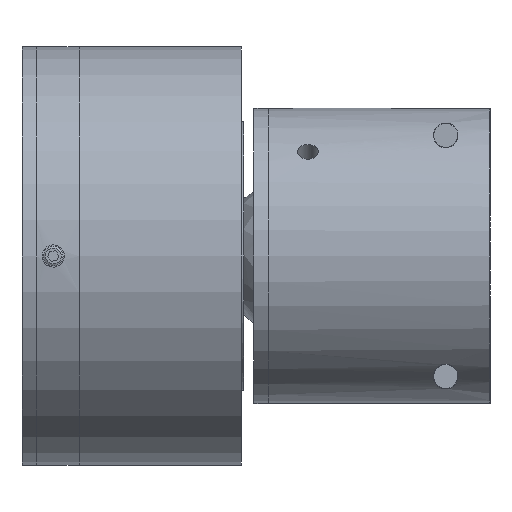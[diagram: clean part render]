
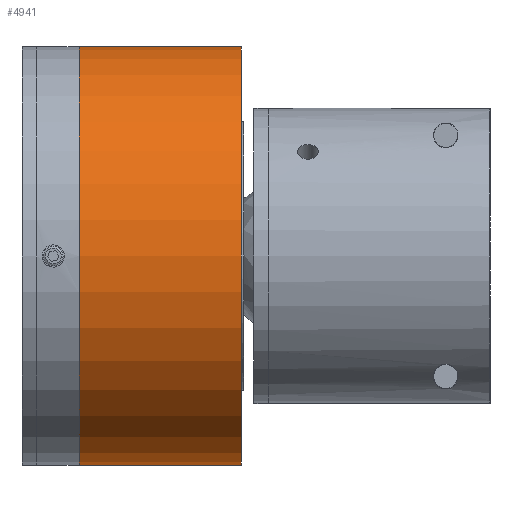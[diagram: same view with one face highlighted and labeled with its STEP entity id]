
A CAD part, front view. The second image highlights one B-rep face of the part: STEP entity #4941.
In plain terms, the highlighted cylindrical face has radius 42.5 mm (diameter 85 mm), a full revolution.
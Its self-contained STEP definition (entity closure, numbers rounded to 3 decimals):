
#72 = CYLINDRICAL_SURFACE ( 'NONE', #34220, 42.5 ) ;
#720 = AXIS2_PLACEMENT_3D ( 'NONE', #36954, #3061, #29206 ) ;
#1848 = VERTEX_POINT ( 'NONE', #6068 ) ;
#1852 = EDGE_LOOP ( 'NONE', ( #31937 ) ) ;
#2487 = CIRCLE ( 'NONE', #720, 42.5 ) ;
#2858 = FACE_OUTER_BOUND ( 'NONE', #1852, .T. ) ;
#3061 = DIRECTION ( 'NONE',  ( -1., 0., 0. ) ) ;
#3162 = ORIENTED_EDGE ( 'NONE', *, *, #6902, .F. ) ;
#3275 = DIRECTION ( 'NONE',  ( 0., 0., 1. ) ) ;
#3369 = EDGE_CURVE ( 'NONE', #36627, #20706, #19097, .T. ) ;
#3384 = VERTEX_POINT ( 'NONE', #35583 ) ;
#4941 = ADVANCED_FACE ( 'NONE', ( #28622, #11327, #2858 ), #72, .T. ) ;
#5384 = LINE ( 'NONE', #22354, #5536 ) ;
#5536 = VECTOR ( 'NONE', #16843, 1000. ) ;
#6068 = CARTESIAN_POINT ( 'NONE',  ( 32.5, 41.5, -9.165 ) ) ;
#6902 = EDGE_CURVE ( 'NONE', #14130, #14130, #2487, .T. ) ;
#7029 = CARTESIAN_POINT ( 'NONE',  ( 41.5, 0., 0. ) ) ;
#7592 = AXIS2_PLACEMENT_3D ( 'NONE', #26574, #23581, #9256 ) ;
#9256 = DIRECTION ( 'NONE',  ( 0., 0., -1. ) ) ;
#11075 = CARTESIAN_POINT ( 'NONE',  ( 32.5, 41.5, 9.165 ) ) ;
#11327 = FACE_OUTER_BOUND ( 'NONE', #17295, .T. ) ;
#11499 = CARTESIAN_POINT ( 'NONE',  ( 8.5, 0., 42.5 ) ) ;
#11676 = CARTESIAN_POINT ( 'NONE',  ( 12.5, 0., 0. ) ) ;
#12216 = EDGE_CURVE ( 'NONE', #1848, #35561, #26837, .T. ) ;
#12457 = CIRCLE ( 'NONE', #21480, 42.5 ) ;
#13642 = EDGE_CURVE ( 'NONE', #3384, #3384, #12457, .T. ) ;
#14130 = VERTEX_POINT ( 'NONE', #11499 ) ;
#15394 = ORIENTED_EDGE ( 'NONE', *, *, #3369, .T. ) ;
#15506 = AXIS2_PLACEMENT_3D ( 'NONE', #11676, #28426, #20307 ) ;
#15954 = DIRECTION ( 'NONE',  ( -1., 0., 0. ) ) ;
#16843 = DIRECTION ( 'NONE',  ( -1., 0., 0. ) ) ;
#17295 = EDGE_LOOP ( 'NONE', ( #3162 ) ) ;
#18489 = DIRECTION ( 'NONE',  ( -1., 0., 0. ) ) ;
#18784 = CARTESIAN_POINT ( 'NONE',  ( 8.5, 0., 0. ) ) ;
#19097 = CIRCLE ( 'NONE', #15506, 42.5 ) ;
#19677 = CARTESIAN_POINT ( 'NONE',  ( 12.5, 41.5, -9.165 ) ) ;
#20307 = DIRECTION ( 'NONE',  ( 0., -1., 0. ) ) ;
#20313 = ORIENTED_EDGE ( 'NONE', *, *, #20665, .T. ) ;
#20665 = EDGE_CURVE ( 'NONE', #35561, #36627, #5384, .T. ) ;
#20706 = VERTEX_POINT ( 'NONE', #19677 ) ;
#21480 = AXIS2_PLACEMENT_3D ( 'NONE', #7029, #18489, #3275 ) ;
#22004 = DIRECTION ( 'NONE',  ( 0., 0., 1. ) ) ;
#22354 = CARTESIAN_POINT ( 'NONE',  ( 8.5, 41.5, 9.165 ) ) ;
#23363 = LINE ( 'NONE', #26355, #33441 ) ;
#23581 = DIRECTION ( 'NONE',  ( 1., 0., 0. ) ) ;
#24128 = DIRECTION ( 'NONE',  ( 1., 0., 0. ) ) ;
#24492 = CARTESIAN_POINT ( 'NONE',  ( 12.5, 41.5, 9.165 ) ) ;
#26355 = CARTESIAN_POINT ( 'NONE',  ( 8.5, 41.5, -9.165 ) ) ;
#26574 = CARTESIAN_POINT ( 'NONE',  ( 32.5, 0., 0. ) ) ;
#26837 = CIRCLE ( 'NONE', #7592, 42.5 ) ;
#28426 = DIRECTION ( 'NONE',  ( -1., 0., 0. ) ) ;
#28622 = FACE_BOUND ( 'NONE', #29303, .T. ) ;
#29206 = DIRECTION ( 'NONE',  ( 0., 0., 1. ) ) ;
#29303 = EDGE_LOOP ( 'NONE', ( #36559, #20313, #15394, #29604 ) ) ;
#29604 = ORIENTED_EDGE ( 'NONE', *, *, #33936, .T. ) ;
#31937 = ORIENTED_EDGE ( 'NONE', *, *, #13642, .T. ) ;
#33441 = VECTOR ( 'NONE', #24128, 1000. ) ;
#33936 = EDGE_CURVE ( 'NONE', #20706, #1848, #23363, .T. ) ;
#34220 = AXIS2_PLACEMENT_3D ( 'NONE', #18784, #15954, #22004 ) ;
#35561 = VERTEX_POINT ( 'NONE', #11075 ) ;
#35583 = CARTESIAN_POINT ( 'NONE',  ( 41.5, 0., 42.5 ) ) ;
#36559 = ORIENTED_EDGE ( 'NONE', *, *, #12216, .T. ) ;
#36627 = VERTEX_POINT ( 'NONE', #24492 ) ;
#36954 = CARTESIAN_POINT ( 'NONE',  ( 8.5, 0., 0. ) ) ;
